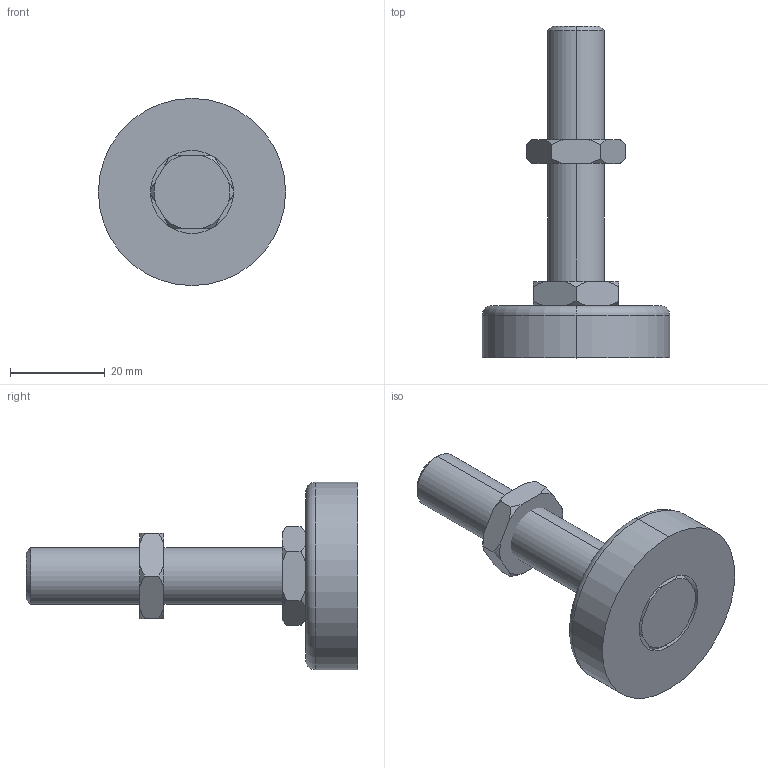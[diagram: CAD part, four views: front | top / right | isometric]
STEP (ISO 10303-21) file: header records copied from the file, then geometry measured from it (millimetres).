
FILE_DESCRIPTION (( 'STEP AP214' ), '1' );
FILE_NAME ('SNSD.30.50.73. Îïîðà ðåãóëèðóåìàÿ Ô40 Ì12õ70(A43).STEP', '2014-11-26T10:52:40', ( 'XTreme.ws' ), ( 'XTreme.ws' ), 'SwSTEP 2.0', 'SolidWorks 2014', '' );
FILE_SCHEMA (( 'AUTOMOTIVE_DESIGN' ));
Length unit declared in the file: millimetre
Products named in the file (4): SNSD.30.50.73. Ãàéêà Ì12(A43)_00; SNSD.30.50.73. Îïîðà ðåãóëèðóåìàÿ Ô40 Ì12õ70(A43); SNSD.30.50.73. Îïîðà(A43)_00; SNSD.30.50.73. 鍔錓(A43)_00
Assembly tree (4 placements, depth 2):
  SNSD.30.50.73. Îïîðà ðåãóëèðóåìàÿ Ô40 Ì12õ70(A43)
    SNSD.30.50.73. Îïîðà(A43)_00
    SNSD.30.50.73. 鍔錓(A43)_00
    SNSD.30.50.73. Ãàéêà Ì12(A43)_00  x2
Bounding box: 39.5 x 70 x 39.5 mm (x, y, z)
Volume: 21728 mm3; surface area: 8766.3 mm2
Topology: 4 solids, 4 shells, 80 faces, 206 edges, 136 vertices
Faces by surface type: cone 38, plane 28, cylinder 12, torus 2
Entity records: 2084 total; most frequent: CARTESIAN_POINT 547, ORIENTED_EDGE 292, DIRECTION 278, EDGE_CURVE 146, AXIS2_PLACEMENT_3D 115, VERTEX_POINT 96, EDGE_LOOP 64, FACE_OUTER_BOUND 58
